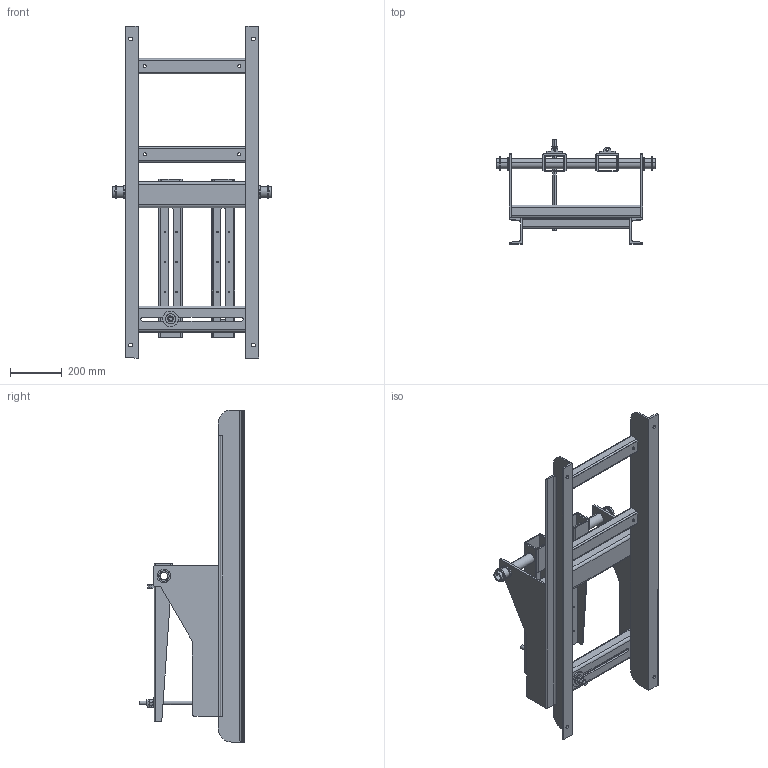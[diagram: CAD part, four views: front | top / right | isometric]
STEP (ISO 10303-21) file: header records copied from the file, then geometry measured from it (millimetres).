
FILE_DESCRIPTION (( 'STEP AP203' ), '1' );
FILE_NAME ('冓憵 捘.STEP', '2020-07-10T07:15:42', ( '' ), ( '' ), 'SwSTEP 2.0', 'SolidWorks 2019', '' );
FILE_SCHEMA (( 'CONFIG_CONTROL_DESIGN' ));
Length unit declared in the file: millimetre
Products named in the file (15): Ïðóæèíà; Óïîð ïðóæèíû; Îïîðíàÿ áàëêà ýëåêòðîäâèãàòåëÿ; flat washer regular_am_B18.22M - Plain washer, 14 mm, regular; Âñòàâêà â áàëêó ýëåêòðîäâèãàòåÿ; �����_�� 㬮�砭��<��� ��ࠡ�⠭��>; Îñü; hex nut style 1_am_B18.2.4.1M - Hex nut, Style 1,  M14 x 2 --D-N; 冓憵 捘; Ñòîïîðíîå êîëüöî ïðóæèíû; ����� ����������������_�� 㬮�砭��<��� ��ࠡ�⠭��>; Áàëêà ýëåêòðîäâèãàòåëÿ; Óïîð äâèãàòåëÿ; Øïèëüêà ïðóæèíû
Assembly tree (24 placements, depth 3):
  冓憵 捘
    �����_�� 㬮�砭��<��� ��ࠡ�⠭��>
    ����� ����������������_�� 㬮�砭��<��� ��ࠡ�⠭��>
    Îñü
    Ñòîïîðíîå êîëüöî ïðóæèíû  x2
    Îïîðíàÿ áàëêà ýëåêòðîäâèãàòåëÿ
      Áàëêà ýëåêòðîäâèãàòåëÿ
      Âñòàâêà â áàëêó ýëåêòðîäâèãàòåÿ
    Îïîðíàÿ áàëêà ýëåêòðîäâèãàòåëÿ
      Áàëêà ýëåêòðîäâèãàòåëÿ
      Âñòàâêà â áàëêó ýëåêòðîäâèãàòåÿ
    Ïðóæèíà
      Øïèëüêà ïðóæèíû
      Óïîð ïðóæèíû  x2
      hex nut style 1_am_B18.2.4.1M - Hex nut, Style 1,  M14 x 2 --D-N  x4
      flat washer regular_am_B18.22M - Plain washer, 14 mm, regular  x2
    Óïîð äâèãàòåëÿ  x3
Bounding box: 615 x 403 x 1280 mm (x, y, z)
Volume: 8358011.1 mm3; surface area: 2793027.1 mm2
Topology: 29 solids, 29 shells, 576 faces, 1412 edges, 896 vertices
Faces by surface type: cylinder 262, plane 250, cone 64
Entity records: 13318 total; most frequent: CARTESIAN_POINT 2460, DIRECTION 1965, ORIENTED_EDGE 1790, EDGE_CURVE 895, AXIS2_PLACEMENT_3D 733, VERTEX_POINT 580, VECTOR 499, LINE 499
